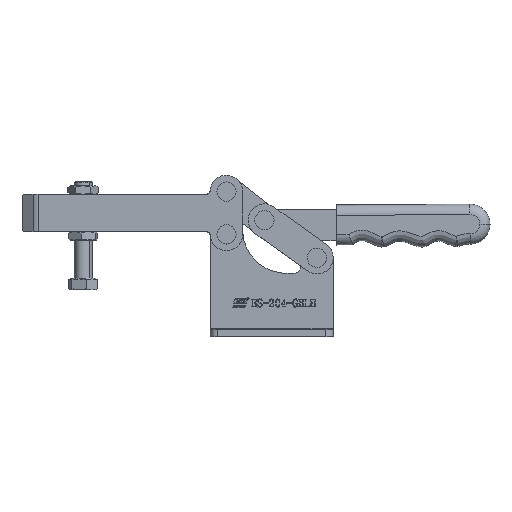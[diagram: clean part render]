
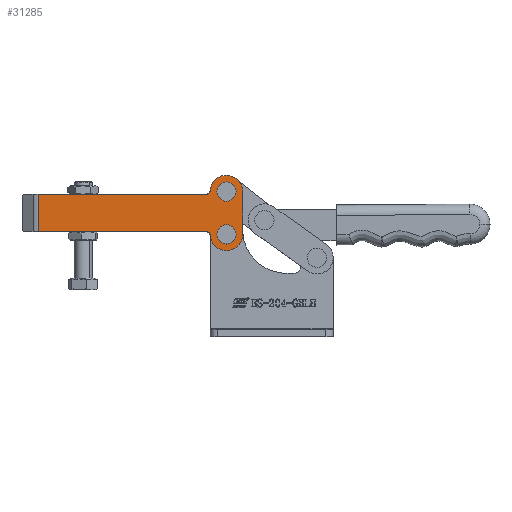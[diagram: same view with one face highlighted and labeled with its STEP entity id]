
A CAD part, top view. The second image highlights one B-rep face of the part: STEP entity #31285.
In plain terms, the highlighted face is planar.
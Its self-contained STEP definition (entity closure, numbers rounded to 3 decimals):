
#1110 = EDGE_CURVE ( 'NONE', #12888, #12913, #5783, .T. ) ;
#1124 = EDGE_CURVE ( 'NONE', #12877, #12888, #5787, .T. ) ;
#1343 = EDGE_CURVE ( 'NONE', #12945, #12875, #3247, .T. ) ;
#1348 = EDGE_CURVE ( 'NONE', #12859, #12909, #3251, .T. ) ;
#1350 = EDGE_CURVE ( 'NONE', #12859, #13263, #3250, .T. ) ;
#1352 = EDGE_CURVE ( 'NONE', #12871, #12873, #3253, .T. ) ;
#1355 = EDGE_CURVE ( 'NONE', #12873, #12871, #3255, .T. ) ;
#1369 = EDGE_CURVE ( 'NONE', #12913, #12909, #3261, .T. ) ;
#1375 = EDGE_CURVE ( 'NONE', #12875, #12945, #3268, .T. ) ;
#1499 = EDGE_CURVE ( 'NONE', #13263, #13047, #3342, .T. ) ;
#1805 = DIRECTION ( 'NONE',  ( -0.788, 0., -0.616 ) ) ;
#1806 = DIRECTION ( 'NONE',  ( 0.616, 0., -0.788 ) ) ;
#1807 = CARTESIAN_POINT ( 'NONE',  ( -36.555, -15.5, 65.84 ) ) ;
#3247 = CIRCLE ( 'NONE', #4802, 4.75 ) ;
#3250 = LINE ( 'NONE', #30380, #3256 ) ;
#3251 = LINE ( 'NONE', #30383, #3254 ) ;
#3253 = CIRCLE ( 'NONE', #4803, 4.75 ) ;
#3254 = VECTOR ( 'NONE', #30391, 1000. ) ;
#3255 = CIRCLE ( 'NONE', #4804, 4.75 ) ;
#3256 = VECTOR ( 'NONE', #30389, 1000. ) ;
#3261 = LINE ( 'NONE', #30058, #3267 ) ;
#3267 = VECTOR ( 'NONE', #30088, 1000. ) ;
#3268 = CIRCLE ( 'NONE', #4808, 4.75 ) ;
#3342 = CIRCLE ( 'NONE', #4821, 3. ) ;
#4767 = AXIS2_PLACEMENT_3D ( 'NONE', #25415, #25547, #25545 ) ;
#4769 = AXIS2_PLACEMENT_3D ( 'NONE', #25482, #25534, #25500 ) ;
#4802 = AXIS2_PLACEMENT_3D ( 'NONE', #30384, #30382, #30378 ) ;
#4803 = AXIS2_PLACEMENT_3D ( 'NONE', #29951, #29938, #30051 ) ;
#4804 = AXIS2_PLACEMENT_3D ( 'NONE', #30049, #30381, #30169 ) ;
#4808 = AXIS2_PLACEMENT_3D ( 'NONE', #29961, #30306, #29958 ) ;
#4821 = AXIS2_PLACEMENT_3D ( 'NONE', #1807, #1806, #1805 ) ;
#4966 = AXIS2_PLACEMENT_3D ( 'NONE', #10948, #10949, #10950 ) ;
#5783 = CIRCLE ( 'NONE', #4767, 3. ) ;
#5787 = CIRCLE ( 'NONE', #4769, 11. ) ;
#7209 = CARTESIAN_POINT ( 'NONE',  ( -16.886, 14.45, 81.207 ) ) ;
#7210 = DIRECTION ( 'NONE',  ( 0., 1., 0. ) ) ;
#8420 = CIRCLE ( 'NONE', #4966, 11. ) ;
#9079 = LINE ( 'NONE', #7209, #9081 ) ;
#9081 = VECTOR ( 'NONE', #7210, 1000. ) ;
#9677 = ORIENTED_EDGE ( 'NONE', *, *, #1343, .T. ) ;
#9678 = ORIENTED_EDGE ( 'NONE', *, *, #1375, .T. ) ;
#9679 = ORIENTED_EDGE ( 'NONE', *, *, #1352, .T. ) ;
#9680 = ORIENTED_EDGE ( 'NONE', *, *, #1355, .T. ) ;
#9681 = ORIENTED_EDGE ( 'NONE', *, *, #1350, .F. ) ;
#9682 = ORIENTED_EDGE ( 'NONE', *, *, #1348, .T. ) ;
#9683 = ORIENTED_EDGE ( 'NONE', *, *, #1369, .F. ) ;
#9684 = ORIENTED_EDGE ( 'NONE', *, *, #1110, .F. ) ;
#9685 = ORIENTED_EDGE ( 'NONE', *, *, #1124, .F. ) ;
#9686 = ORIENTED_EDGE ( 'NONE', *, *, #21204, .F. ) ;
#9687 = ORIENTED_EDGE ( 'NONE', *, *, #17494, .F. ) ;
#9688 = ORIENTED_EDGE ( 'NONE', *, *, #1499, .F. ) ;
#10948 = CARTESIAN_POINT ( 'NONE',  ( -25.554, -14.45, 74.435 ) ) ;
#10949 = DIRECTION ( 'NONE',  ( -0.616, 0., 0.788 ) ) ;
#10950 = DIRECTION ( 'NONE',  ( 0.788, 0., 0.616 ) ) ;
#12762 = EDGE_LOOP ( 'NONE', ( #9681, #9682, #9683, #9684, #9685, #9686, #9687, #9688 ) ) ;
#12764 = EDGE_LOOP ( 'NONE', ( #9677, #9678 ) ) ;
#12795 = EDGE_LOOP ( 'NONE', ( #9679, #9680 ) ) ;
#12859 = VERTEX_POINT ( 'NONE', #16826 ) ;
#12871 = VERTEX_POINT ( 'NONE', #16832 ) ;
#12873 = VERTEX_POINT ( 'NONE', #16833 ) ;
#12875 = VERTEX_POINT ( 'NONE', #16834 ) ;
#12877 = VERTEX_POINT ( 'NONE', #16835 ) ;
#12888 = VERTEX_POINT ( 'NONE', #16841 ) ;
#12909 = VERTEX_POINT ( 'NONE', #16852 ) ;
#12913 = VERTEX_POINT ( 'NONE', #16854 ) ;
#12945 = VERTEX_POINT ( 'NONE', #16871 ) ;
#13047 = VERTEX_POINT ( 'NONE', #16924 ) ;
#13159 = VERTEX_POINT ( 'NONE', #16983 ) ;
#13263 = VERTEX_POINT ( 'NONE', #17038 ) ;
#14109 = DIRECTION ( 'NONE',  ( -0.616, 0., 0.788 ) ) ;
#14111 = CARTESIAN_POINT ( 'NONE',  ( -25.554, 14.45, 74.435 ) ) ;
#14113 = PLANE ( 'NONE',  #29966 ) ;
#14115 = DIRECTION ( 'NONE',  ( 0.788, 0., 0.616 ) ) ;
#16826 = CARTESIAN_POINT ( 'NONE',  ( -125.734, -12.5, -3.834 ) ) ;
#16832 = CARTESIAN_POINT ( 'NONE',  ( -21.811, 14.45, 77.36 ) ) ;
#16833 = CARTESIAN_POINT ( 'NONE',  ( -29.297, 14.45, 71.511 ) ) ;
#16834 = CARTESIAN_POINT ( 'NONE',  ( -29.297, -14.45, 71.511 ) ) ;
#16835 = CARTESIAN_POINT ( 'NONE',  ( -16.886, 14.45, 81.207 ) ) ;
#16841 = CARTESIAN_POINT ( 'NONE',  ( -34.198, 15.275, 67.682 ) ) ;
#16852 = CARTESIAN_POINT ( 'NONE',  ( -125.734, 12.5, -3.834 ) ) ;
#16854 = CARTESIAN_POINT ( 'NONE',  ( -36.555, 12.5, 65.84 ) ) ;
#16871 = CARTESIAN_POINT ( 'NONE',  ( -21.811, -14.45, 77.36 ) ) ;
#16924 = CARTESIAN_POINT ( 'NONE',  ( -34.198, -15.275, 67.682 ) ) ;
#16983 = CARTESIAN_POINT ( 'NONE',  ( -16.886, -14.45, 81.207 ) ) ;
#17038 = CARTESIAN_POINT ( 'NONE',  ( -36.555, -12.5, 65.84 ) ) ;
#17494 = EDGE_CURVE ( 'NONE', #13047, #13159, #8420, .T. ) ;
#18708 = FACE_BOUND ( 'NONE', #12764, .T. ) ;
#18710 = FACE_OUTER_BOUND ( 'NONE', #12762, .T. ) ;
#18715 = FACE_BOUND ( 'NONE', #12795, .T. ) ;
#21204 = EDGE_CURVE ( 'NONE', #13159, #12877, #9079, .T. ) ;
#25415 = CARTESIAN_POINT ( 'NONE',  ( -36.555, 15.5, 65.84 ) ) ;
#25482 = CARTESIAN_POINT ( 'NONE',  ( -25.554, 14.45, 74.435 ) ) ;
#25500 = DIRECTION ( 'NONE',  ( 0.788, 0., 0.616 ) ) ;
#25534 = DIRECTION ( 'NONE',  ( -0.616, 0., 0.788 ) ) ;
#25545 = DIRECTION ( 'NONE',  ( 0.788, 0., 0.616 ) ) ;
#25547 = DIRECTION ( 'NONE',  ( 0.616, 0., -0.788 ) ) ;
#29938 = DIRECTION ( 'NONE',  ( -0.616, 0., 0.788 ) ) ;
#29951 = CARTESIAN_POINT ( 'NONE',  ( -25.554, 14.45, 74.435 ) ) ;
#29958 = DIRECTION ( 'NONE',  ( 0.788, 0., 0.616 ) ) ;
#29961 = CARTESIAN_POINT ( 'NONE',  ( -25.554, -14.45, 74.435 ) ) ;
#29966 = AXIS2_PLACEMENT_3D ( 'NONE', #14111, #14109, #14115 ) ;
#30049 = CARTESIAN_POINT ( 'NONE',  ( -25.554, 14.45, 74.435 ) ) ;
#30051 = DIRECTION ( 'NONE',  ( 0.788, 0., 0.616 ) ) ;
#30058 = CARTESIAN_POINT ( 'NONE',  ( -133.212, 12.5, -9.676 ) ) ;
#30088 = DIRECTION ( 'NONE',  ( -0.788, 0., -0.616 ) ) ;
#30169 = DIRECTION ( 'NONE',  ( 0.788, 0., 0.616 ) ) ;
#30306 = DIRECTION ( 'NONE',  ( -0.616, 0., 0.788 ) ) ;
#30378 = DIRECTION ( 'NONE',  ( 0.788, 0., 0.616 ) ) ;
#30380 = CARTESIAN_POINT ( 'NONE',  ( -133.212, -12.5, -9.676 ) ) ;
#30381 = DIRECTION ( 'NONE',  ( -0.616, 0., 0.788 ) ) ;
#30382 = DIRECTION ( 'NONE',  ( -0.616, 0., 0.788 ) ) ;
#30383 = CARTESIAN_POINT ( 'NONE',  ( -125.734, 14.45, -3.834 ) ) ;
#30384 = CARTESIAN_POINT ( 'NONE',  ( -25.554, -14.45, 74.435 ) ) ;
#30389 = DIRECTION ( 'NONE',  ( 0.788, 0., 0.616 ) ) ;
#30391 = DIRECTION ( 'NONE',  ( 0., 1., 0. ) ) ;
#31285 = ADVANCED_FACE ( 'NONE', ( #18708, #18715, #18710 ), #14113, .F. ) ;
